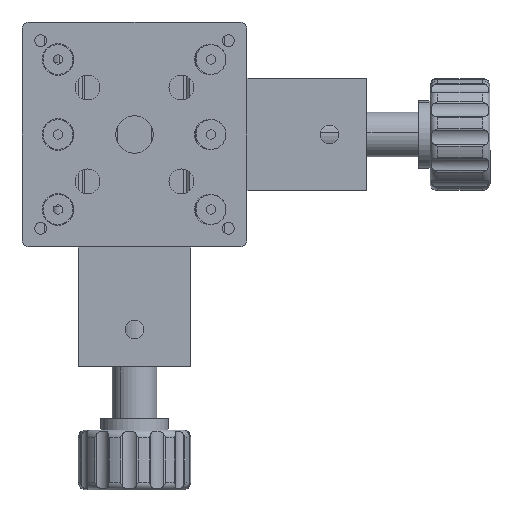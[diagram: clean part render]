
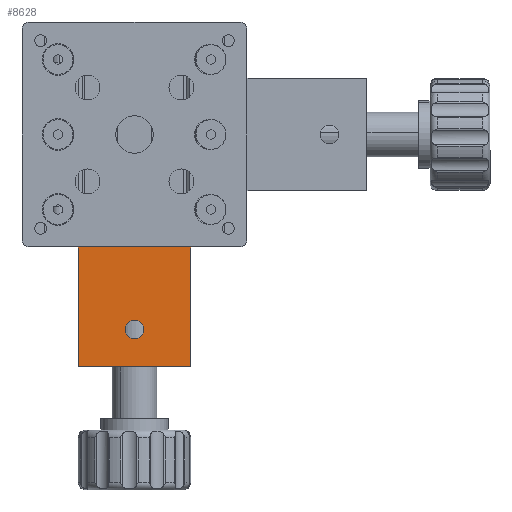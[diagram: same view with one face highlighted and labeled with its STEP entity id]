
A CAD part, front view. The second image highlights one B-rep face of the part: STEP entity #8628.
In plain terms, the highlighted planar face has unit normal (0, -1, 0).
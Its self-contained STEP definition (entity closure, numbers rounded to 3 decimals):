
#174 = CARTESIAN_POINT ( 'NONE',  ( 7.5, 0.1, -15. ) ) ;
#457 = DIRECTION ( 'NONE',  ( 0., -1., 0. ) ) ;
#579 = DIRECTION ( 'NONE',  ( -1., 0., 0. ) ) ;
#1750 = VERTEX_POINT ( 'NONE', #7445 ) ;
#2560 = VECTOR ( 'NONE', #22223, 1000. ) ;
#3002 = LINE ( 'NONE', #22660, #18014 ) ;
#3148 = DIRECTION ( 'NONE',  ( 0., -1., 0. ) ) ;
#3552 = LINE ( 'NONE', #20633, #18277 ) ;
#4010 = EDGE_CURVE ( 'NONE', #28306, #17336, #19809, .T. ) ;
#4441 = EDGE_LOOP ( 'NONE', ( #26518, #16582, #7970, #18367 ) ) ;
#4484 = EDGE_LOOP ( 'NONE', ( #12240, #14619 ) ) ;
#5225 = CARTESIAN_POINT ( 'NONE',  ( 7.5, 0.1, -31. ) ) ;
#5548 = DIRECTION ( 'NONE',  ( 1., 0., 0. ) ) ;
#7445 = CARTESIAN_POINT ( 'NONE',  ( -1.25, 0.1, -26. ) ) ;
#7824 = DIRECTION ( 'NONE',  ( -1., 0., 0. ) ) ;
#7970 = ORIENTED_EDGE ( 'NONE', *, *, #18673, .F. ) ;
#8129 = DIRECTION ( 'NONE',  ( 0., 1., 0. ) ) ;
#8198 = CARTESIAN_POINT ( 'NONE',  ( -7.5, 0.1, -31. ) ) ;
#8628 = ADVANCED_FACE ( 'NONE', ( #29723, #20215 ), #20070, .F. ) ;
#9032 = VERTEX_POINT ( 'NONE', #17066 ) ;
#9237 = EDGE_CURVE ( 'NONE', #9032, #1750, #15437, .T. ) ;
#9554 = EDGE_CURVE ( 'NONE', #19527, #17336, #3002, .T. ) ;
#10943 = CIRCLE ( 'NONE', #25340, 1.25 ) ;
#12240 = ORIENTED_EDGE ( 'NONE', *, *, #29275, .F. ) ;
#12716 = CARTESIAN_POINT ( 'NONE',  ( 0., 0.1, -26. ) ) ;
#14197 = VECTOR ( 'NONE', #31036, 1000. ) ;
#14619 = ORIENTED_EDGE ( 'NONE', *, *, #9237, .F. ) ;
#15437 = CIRCLE ( 'NONE', #21588, 1.25 ) ;
#15954 = DIRECTION ( 'NONE',  ( -1., 0., 0. ) ) ;
#16536 = LINE ( 'NONE', #18808, #14197 ) ;
#16582 = ORIENTED_EDGE ( 'NONE', *, *, #4010, .F. ) ;
#17066 = CARTESIAN_POINT ( 'NONE',  ( 1.25, 0.1, -26. ) ) ;
#17336 = VERTEX_POINT ( 'NONE', #17724 ) ;
#17724 = CARTESIAN_POINT ( 'NONE',  ( -7.5, 0.1, -15. ) ) ;
#17973 = CARTESIAN_POINT ( 'NONE',  ( 0., 0.1, -26. ) ) ;
#18014 = VECTOR ( 'NONE', #579, 1000. ) ;
#18277 = VECTOR ( 'NONE', #15954, 1000. ) ;
#18367 = ORIENTED_EDGE ( 'NONE', *, *, #24965, .T. ) ;
#18673 = EDGE_CURVE ( 'NONE', #23346, #28306, #3552, .T. ) ;
#18808 = CARTESIAN_POINT ( 'NONE',  ( 7.5, 0.1, -31. ) ) ;
#19527 = VERTEX_POINT ( 'NONE', #174 ) ;
#19809 = LINE ( 'NONE', #8198, #2560 ) ;
#20070 = PLANE ( 'NONE',  #27174 ) ;
#20157 = CARTESIAN_POINT ( 'NONE',  ( 7.5, 0.1, -31. ) ) ;
#20215 = FACE_OUTER_BOUND ( 'NONE', #4441, .T. ) ;
#20633 = CARTESIAN_POINT ( 'NONE',  ( 7.5, 0.1, -31. ) ) ;
#21484 = CARTESIAN_POINT ( 'NONE',  ( -7.5, 0.1, -31. ) ) ;
#21588 = AXIS2_PLACEMENT_3D ( 'NONE', #12716, #457, #24945 ) ;
#22223 = DIRECTION ( 'NONE',  ( 0., 0., 1. ) ) ;
#22660 = CARTESIAN_POINT ( 'NONE',  ( 7.5, 0.1, -15. ) ) ;
#23346 = VERTEX_POINT ( 'NONE', #20157 ) ;
#24945 = DIRECTION ( 'NONE',  ( -1., 0., 0. ) ) ;
#24965 = EDGE_CURVE ( 'NONE', #23346, #19527, #16536, .T. ) ;
#25340 = AXIS2_PLACEMENT_3D ( 'NONE', #17973, #3148, #7824 ) ;
#26518 = ORIENTED_EDGE ( 'NONE', *, *, #9554, .T. ) ;
#27174 = AXIS2_PLACEMENT_3D ( 'NONE', #5225, #8129, #5548 ) ;
#28306 = VERTEX_POINT ( 'NONE', #21484 ) ;
#29275 = EDGE_CURVE ( 'NONE', #1750, #9032, #10943, .T. ) ;
#29723 = FACE_BOUND ( 'NONE', #4484, .T. ) ;
#31036 = DIRECTION ( 'NONE',  ( 0., 0., 1. ) ) ;
